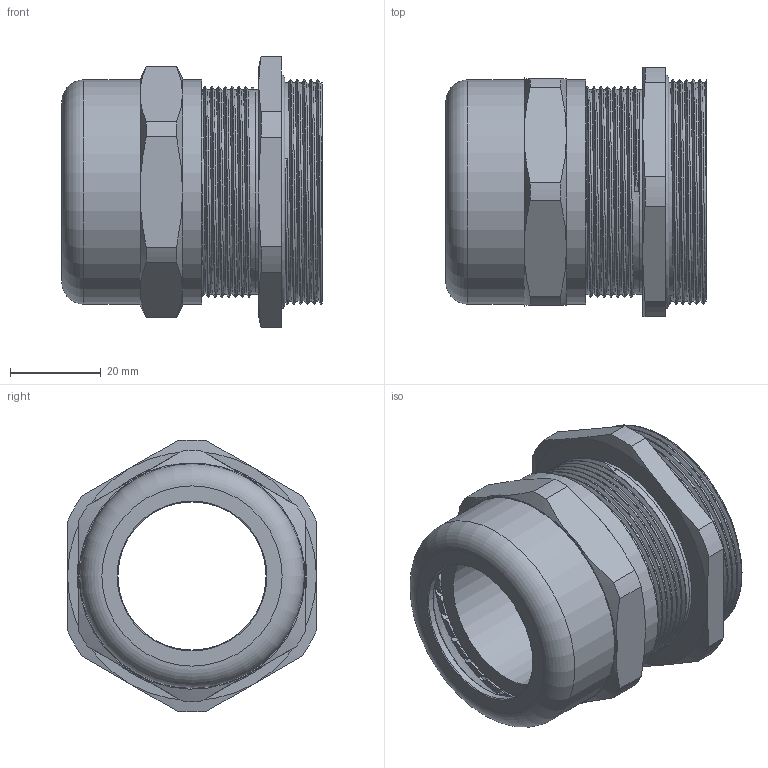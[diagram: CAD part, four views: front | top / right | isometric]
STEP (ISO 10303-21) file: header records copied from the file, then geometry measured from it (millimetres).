
FILE_DESCRIPTION(/* description */ ('Euro-Top-M 50 Edelstahl'),/* implementation_level */ '2;1');
FILE_NAME(/* name */ '90080550-RST.stp',/* time_stamp */ '2019-02-15T12:24:53+01:00',/* author */ ('sl'),/* organization */ (''),/* preprocessor_version */ 'ST-DEVELOPER v16.5',/* originating_system */ 'Autodesk Inventor 2017',/* authorisation */ '');
FILE_SCHEMA (('AUTOMOTIVE_DESIGN { 1 0 10303 214 3 1 1 }'));
Length unit declared in the file: millimetre
Products named in the file (6): 90080550; 90080550_1; 90080550_2; 90080550_3; 90080550_4; 90080550_5
Assembly tree (5 placements, depth 2):
  90080550
    90080550_1
    90080550_2
    90080550_3
    90080550_4
    90080550_5
Bounding box: 57.51 x 55 x 60.05 mm (x, y, z)
Volume: 45554.2 mm3; surface area: 40322.4 mm2
Topology: 5 solids, 5 shells, 571 faces, 1408 edges, 858 vertices
Faces by surface type: cylinder 222, plane 168, torus 83, bspline 56, sphere 24, cone 18
Full cylindrical faces by diameter (mm): 32.7 x1, 32.86 x1, 33.35 x3, 34.55 x3, 40.16 x2, 40.2 x1, 40.94 x1, 41.1 x1, 45.258 x10, 45.3 x1, 45.35 x1, 45.6 x14, 48.248 x5, 49.54 x2
Entity records: 23012 total; most frequent: CARTESIAN_POINT 10400, DIRECTION 2734, ORIENTED_EDGE 2550, EDGE_CURVE 1275, AXIS2_PLACEMENT_3D 1138, VERTEX_POINT 790, CIRCLE 641, EDGE_LOOP 599
